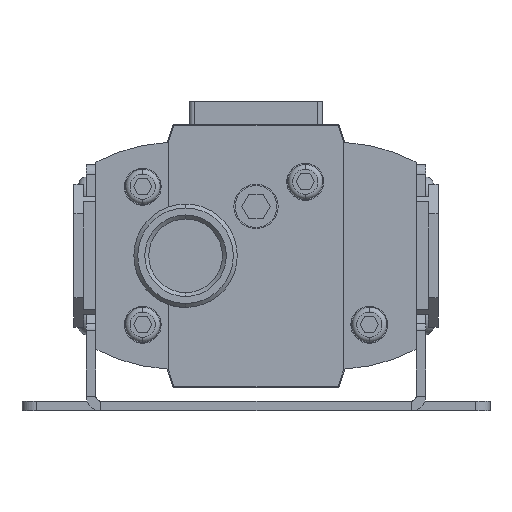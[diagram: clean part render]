
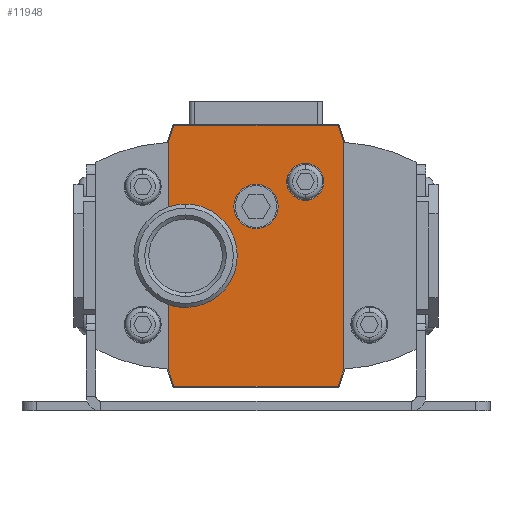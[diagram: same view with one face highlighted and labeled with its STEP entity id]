
A CAD part, front view. The second image highlights one B-rep face of the part: STEP entity #11948.
In plain terms, the highlighted planar face has unit normal (0, -1, 0).
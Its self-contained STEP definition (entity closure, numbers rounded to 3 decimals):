
#11 = LINE ( 'NONE', #8138, #10035 ) ;
#216 = VERTEX_POINT ( 'NONE', #1940 ) ;
#342 = DIRECTION ( 'NONE',  ( 0., -1., 0. ) ) ;
#567 = DIRECTION ( 'NONE',  ( 0.309, 0., -0.951 ) ) ;
#606 = DIRECTION ( 'NONE',  ( -0.309, 0., 0.951 ) ) ;
#899 = DIRECTION ( 'NONE',  ( 0., 0., -1. ) ) ;
#917 = VERTEX_POINT ( 'NONE', #10840 ) ;
#1079 = DIRECTION ( 'NONE',  ( 0., 0., -1. ) ) ;
#1148 = DIRECTION ( 'NONE',  ( 0., -1., 0. ) ) ;
#1162 = EDGE_CURVE ( 'NONE', #14420, #4072, #5210, .T. ) ;
#1270 = CARTESIAN_POINT ( 'NONE',  ( -16.655, -29., -26.5 ) ) ;
#1307 = VERTEX_POINT ( 'NONE', #14113 ) ;
#1335 = EDGE_LOOP ( 'NONE', ( #15829, #12163 ) ) ;
#1642 = CARTESIAN_POINT ( 'NONE',  ( -16.655, -29., 26.5 ) ) ;
#1940 = CARTESIAN_POINT ( 'NONE',  ( -17.802, -29., -9.899 ) ) ;
#2253 = CARTESIAN_POINT ( 'NONE',  ( -17.802, -29., 22.968 ) ) ;
#2379 = VECTOR ( 'NONE', #13452, 1000. ) ;
#2451 = ORIENTED_EDGE ( 'NONE', *, *, #11345, .T. ) ;
#2762 = AXIS2_PLACEMENT_3D ( 'NONE', #7870, #342, #9120 ) ;
#2797 = EDGE_CURVE ( 'NONE', #7973, #15928, #4968, .T. ) ;
#2798 = CARTESIAN_POINT ( 'NONE',  ( -14.3, -29., 10.5 ) ) ;
#3084 = ORIENTED_EDGE ( 'NONE', *, *, #14699, .F. ) ;
#3086 = AXIS2_PLACEMENT_3D ( 'NONE', #7529, #16207, #8773 ) ;
#3112 = CIRCLE ( 'NONE', #13638, 10.5 ) ;
#3275 = CARTESIAN_POINT ( 'NONE',  ( 17.802, -29., -22.968 ) ) ;
#3524 = VECTOR ( 'NONE', #9589, 1000. ) ;
#3586 = VECTOR ( 'NONE', #567, 1000. ) ;
#3654 = EDGE_CURVE ( 'NONE', #3765, #12019, #11994, .T. ) ;
#3765 = VERTEX_POINT ( 'NONE', #11138 ) ;
#3845 = ORIENTED_EDGE ( 'NONE', *, *, #1162, .T. ) ;
#4072 = VERTEX_POINT ( 'NONE', #4140 ) ;
#4140 = CARTESIAN_POINT ( 'NONE',  ( -17.802, -29., 9.899 ) ) ;
#4161 = VERTEX_POINT ( 'NONE', #8149 ) ;
#4596 = CARTESIAN_POINT ( 'NONE',  ( 16.655, -29., 26.5 ) ) ;
#4673 = ORIENTED_EDGE ( 'NONE', *, *, #11873, .T. ) ;
#4940 = FACE_BOUND ( 'NONE', #1335, .T. ) ;
#4947 = LINE ( 'NONE', #6717, #8286 ) ;
#4968 = CIRCLE ( 'NONE', #15219, 4.5 ) ;
#5210 = LINE ( 'NONE', #2253, #14801 ) ;
#5212 = CARTESIAN_POINT ( 'NONE',  ( 17.802, -29., -22.968 ) ) ;
#5318 = VECTOR ( 'NONE', #15405, 1000. ) ;
#5469 = VERTEX_POINT ( 'NONE', #16106 ) ;
#5590 = AXIS2_PLACEMENT_3D ( 'NONE', #13048, #6833, #15515 ) ;
#5730 = LINE ( 'NONE', #1642, #5318 ) ;
#5881 = ORIENTED_EDGE ( 'NONE', *, *, #9123, .T. ) ;
#5965 = CARTESIAN_POINT ( 'NONE',  ( 16.655, -29., -26.5 ) ) ;
#6032 = EDGE_CURVE ( 'NONE', #15928, #7973, #11779, .T. ) ;
#6564 = DIRECTION ( 'NONE',  ( 0., -1., 0. ) ) ;
#6645 = EDGE_CURVE ( 'NONE', #16087, #11812, #3112, .T. ) ;
#6662 = CARTESIAN_POINT ( 'NONE',  ( -14.3, -29., -10.5 ) ) ;
#6717 = CARTESIAN_POINT ( 'NONE',  ( 16.655, -29., -26.5 ) ) ;
#6833 = DIRECTION ( 'NONE',  ( 0., -1., 0. ) ) ;
#7056 = EDGE_LOOP ( 'NONE', ( #9065, #10034 ) ) ;
#7173 = CARTESIAN_POINT ( 'NONE',  ( 0., -29., 14.5 ) ) ;
#7307 = DIRECTION ( 'NONE',  ( 0., -1., 0. ) ) ;
#7364 = EDGE_CURVE ( 'NONE', #11812, #4072, #9351, .T. ) ;
#7529 = CARTESIAN_POINT ( 'NONE',  ( 10., -29., 15. ) ) ;
#7549 = DIRECTION ( 'NONE',  ( 1., 0., 0. ) ) ;
#7752 = VERTEX_POINT ( 'NONE', #5212 ) ;
#7870 = CARTESIAN_POINT ( 'NONE',  ( -14.3, -29., 0. ) ) ;
#7871 = ORIENTED_EDGE ( 'NONE', *, *, #7364, .F. ) ;
#7881 = FACE_OUTER_BOUND ( 'NONE', #10157, .T. ) ;
#7973 = VERTEX_POINT ( 'NONE', #15664 ) ;
#7976 = DIRECTION ( 'NONE',  ( 0.309, 0., 0.951 ) ) ;
#8084 = ORIENTED_EDGE ( 'NONE', *, *, #6645, .F. ) ;
#8101 = CARTESIAN_POINT ( 'NONE',  ( -17.802, -29., -22.968 ) ) ;
#8106 = EDGE_CURVE ( 'NONE', #1307, #10989, #10917, .T. ) ;
#8138 = CARTESIAN_POINT ( 'NONE',  ( 17.802, -29., 22.968 ) ) ;
#8149 = CARTESIAN_POINT ( 'NONE',  ( -16.655, -29., -26.5 ) ) ;
#8286 = VECTOR ( 'NONE', #7976, 1000. ) ;
#8420 = DIRECTION ( 'NONE',  ( 0., -1., 0. ) ) ;
#8588 = DIRECTION ( 'NONE',  ( 0., -1., 0. ) ) ;
#8611 = CARTESIAN_POINT ( 'NONE',  ( 10., -29., 11.25 ) ) ;
#8653 = CARTESIAN_POINT ( 'NONE',  ( 0., -29., 10. ) ) ;
#8773 = DIRECTION ( 'NONE',  ( 0., 0., -1. ) ) ;
#8850 = ORIENTED_EDGE ( 'NONE', *, *, #3654, .T. ) ;
#8889 = CIRCLE ( 'NONE', #2762, 10.5 ) ;
#8968 = VERTEX_POINT ( 'NONE', #5965 ) ;
#9040 = VECTOR ( 'NONE', #13356, 1000. ) ;
#9049 = LINE ( 'NONE', #12199, #2379 ) ;
#9065 = ORIENTED_EDGE ( 'NONE', *, *, #13204, .F. ) ;
#9120 = DIRECTION ( 'NONE',  ( 0., 0., -1. ) ) ;
#9123 = EDGE_CURVE ( 'NONE', #4161, #8968, #9517, .T. ) ;
#9167 = AXIS2_PLACEMENT_3D ( 'NONE', #14773, #7307, #15986 ) ;
#9222 = AXIS2_PLACEMENT_3D ( 'NONE', #15853, #8420, #899 ) ;
#9351 = CIRCLE ( 'NONE', #12740, 10.5 ) ;
#9432 = CARTESIAN_POINT ( 'NONE',  ( -16.655, -29., 26.5 ) ) ;
#9517 = LINE ( 'NONE', #1270, #14969 ) ;
#9589 = DIRECTION ( 'NONE',  ( 0., 0., 1. ) ) ;
#9917 = DIRECTION ( 'NONE',  ( 0., 0., -1. ) ) ;
#10034 = ORIENTED_EDGE ( 'NONE', *, *, #8106, .F. ) ;
#10035 = VECTOR ( 'NONE', #606, 1000. ) ;
#10157 = EDGE_LOOP ( 'NONE', ( #3845, #7871, #8084, #3084, #13950, #2451, #5881, #10483, #12999, #14544, #8850, #4673 ) ) ;
#10483 = ORIENTED_EDGE ( 'NONE', *, *, #16109, .T. ) ;
#10840 = CARTESIAN_POINT ( 'NONE',  ( 17.802, -29., 22.968 ) ) ;
#10917 = CIRCLE ( 'NONE', #3086, 3.75 ) ;
#10989 = VERTEX_POINT ( 'NONE', #8611 ) ;
#11061 = LINE ( 'NONE', #8101, #3586 ) ;
#11138 = CARTESIAN_POINT ( 'NONE',  ( 16.655, -29., 26.5 ) ) ;
#11301 = CIRCLE ( 'NONE', #9167, 3.75 ) ;
#11345 = EDGE_CURVE ( 'NONE', #5469, #4161, #11061, .T. ) ;
#11779 = CIRCLE ( 'NONE', #9222, 4.5 ) ;
#11812 = VERTEX_POINT ( 'NONE', #2798 ) ;
#11873 = EDGE_CURVE ( 'NONE', #12019, #14420, #5730, .T. ) ;
#11948 = ADVANCED_FACE ( 'NONE', ( #4940, #14519, #7881 ), #14294, .T. ) ;
#11994 = LINE ( 'NONE', #4596, #9040 ) ;
#12019 = VERTEX_POINT ( 'NONE', #9432 ) ;
#12163 = ORIENTED_EDGE ( 'NONE', *, *, #6032, .F. ) ;
#12199 = CARTESIAN_POINT ( 'NONE',  ( -17.802, -29., 22.968 ) ) ;
#12740 = AXIS2_PLACEMENT_3D ( 'NONE', #16013, #8588, #1079 ) ;
#12999 = ORIENTED_EDGE ( 'NONE', *, *, #13105, .T. ) ;
#13048 = CARTESIAN_POINT ( 'NONE',  ( 0., -29., 0. ) ) ;
#13105 = EDGE_CURVE ( 'NONE', #7752, #917, #13512, .T. ) ;
#13204 = EDGE_CURVE ( 'NONE', #10989, #1307, #11301, .T. ) ;
#13356 = DIRECTION ( 'NONE',  ( -1., 0., 0. ) ) ;
#13452 = DIRECTION ( 'NONE',  ( 0., 0., -1. ) ) ;
#13512 = LINE ( 'NONE', #3275, #3524 ) ;
#13638 = AXIS2_PLACEMENT_3D ( 'NONE', #14037, #6564, #15258 ) ;
#13950 = ORIENTED_EDGE ( 'NONE', *, *, #15380, .T. ) ;
#14037 = CARTESIAN_POINT ( 'NONE',  ( -14.3, -29., 0. ) ) ;
#14113 = CARTESIAN_POINT ( 'NONE',  ( 10., -29., 18.75 ) ) ;
#14294 = PLANE ( 'NONE',  #5590 ) ;
#14420 = VERTEX_POINT ( 'NONE', #15929 ) ;
#14519 = FACE_BOUND ( 'NONE', #7056, .T. ) ;
#14544 = ORIENTED_EDGE ( 'NONE', *, *, #16193, .T. ) ;
#14699 = EDGE_CURVE ( 'NONE', #216, #16087, #8889, .T. ) ;
#14773 = CARTESIAN_POINT ( 'NONE',  ( 10., -29., 15. ) ) ;
#14790 = DIRECTION ( 'NONE',  ( 0., 0., -1. ) ) ;
#14801 = VECTOR ( 'NONE', #14790, 1000. ) ;
#14969 = VECTOR ( 'NONE', #7549, 1000. ) ;
#15219 = AXIS2_PLACEMENT_3D ( 'NONE', #8653, #1148, #9917 ) ;
#15258 = DIRECTION ( 'NONE',  ( 0., 0., -1. ) ) ;
#15380 = EDGE_CURVE ( 'NONE', #216, #5469, #9049, .T. ) ;
#15405 = DIRECTION ( 'NONE',  ( -0.309, 0., -0.951 ) ) ;
#15515 = DIRECTION ( 'NONE',  ( 0., 0., -1. ) ) ;
#15664 = CARTESIAN_POINT ( 'NONE',  ( 0., -29., 5.5 ) ) ;
#15829 = ORIENTED_EDGE ( 'NONE', *, *, #2797, .F. ) ;
#15853 = CARTESIAN_POINT ( 'NONE',  ( 0., -29., 10. ) ) ;
#15928 = VERTEX_POINT ( 'NONE', #7173 ) ;
#15929 = CARTESIAN_POINT ( 'NONE',  ( -17.802, -29., 22.968 ) ) ;
#15986 = DIRECTION ( 'NONE',  ( 0., 0., -1. ) ) ;
#16013 = CARTESIAN_POINT ( 'NONE',  ( -14.3, -29., 0. ) ) ;
#16087 = VERTEX_POINT ( 'NONE', #6662 ) ;
#16106 = CARTESIAN_POINT ( 'NONE',  ( -17.802, -29., -22.968 ) ) ;
#16109 = EDGE_CURVE ( 'NONE', #8968, #7752, #4947, .T. ) ;
#16193 = EDGE_CURVE ( 'NONE', #917, #3765, #11, .T. ) ;
#16207 = DIRECTION ( 'NONE',  ( 0., -1., 0. ) ) ;
